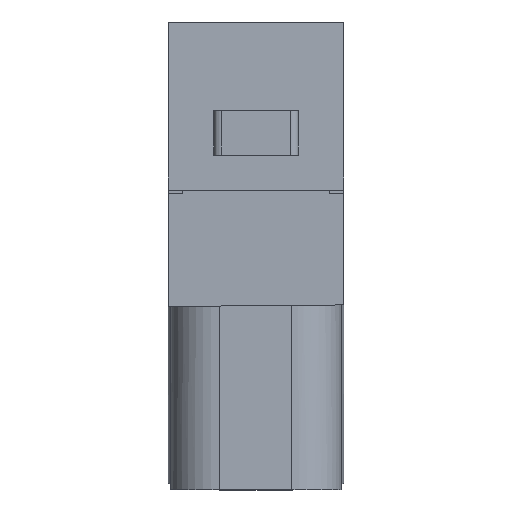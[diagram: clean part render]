
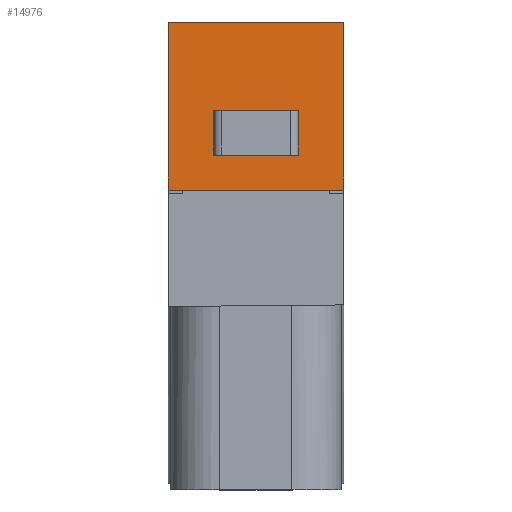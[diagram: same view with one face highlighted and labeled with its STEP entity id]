
A CAD part, front view. The second image highlights one B-rep face of the part: STEP entity #14976.
In plain terms, the highlighted planar face has unit normal (0, -1, 0.009).
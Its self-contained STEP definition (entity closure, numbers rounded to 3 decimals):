
#14915=AXIS2_PLACEMENT_3D('Plane Axis2P3D',#14912,#14913,#14914) ;
#14331=CARTESIAN_POINT('Vertex',(14.6,1.925,36.15)) ;
#14334=CARTESIAN_POINT('Line Origine',(14.6,1.876,30.525)) ;
#14338=CARTESIAN_POINT('Vertex',(14.6,1.827,24.9)) ;
#14551=CARTESIAN_POINT('Vertex',(0.,1.827,24.9)) ;
#14554=CARTESIAN_POINT('Line Origine',(0.,1.876,30.525)) ;
#14558=CARTESIAN_POINT('Vertex',(0.,1.925,36.15)) ;
#14893=CARTESIAN_POINT('Line Origine',(14.588,1.937,37.5)) ;
#14897=CARTESIAN_POINT('Vertex',(14.576,1.949,38.85)) ;
#14912=CARTESIAN_POINT('Axis2P3D Location',(4.225,1.925,36.15)) ;
#14917=CARTESIAN_POINT('Line Origine',(7.3,1.949,38.85)) ;
#14921=CARTESIAN_POINT('Vertex',(0.024,1.949,38.85)) ;
#14924=CARTESIAN_POINT('Line Origine',(0.012,1.937,37.5)) ;
#14929=CARTESIAN_POINT('Line Origine',(7.3,1.827,24.9)) ;
#14942=CARTESIAN_POINT('Line Origine',(7.3,1.885,31.5)) ;
#14946=CARTESIAN_POINT('Vertex',(3.8,1.885,31.5)) ;
#14948=CARTESIAN_POINT('Vertex',(10.8,1.885,31.5)) ;
#14951=CARTESIAN_POINT('Line Origine',(10.8,1.869,29.65)) ;
#14955=CARTESIAN_POINT('Vertex',(10.8,1.852,27.8)) ;
#14958=CARTESIAN_POINT('Line Origine',(7.3,1.852,27.8)) ;
#14962=CARTESIAN_POINT('Vertex',(3.8,1.852,27.8)) ;
#14965=CARTESIAN_POINT('Line Origine',(3.8,1.869,29.65)) ;
#14335=DIRECTION('Vector Direction',(0.,0.009,1.)) ;
#14555=DIRECTION('Vector Direction',(0.,-0.009,-1.)) ;
#14894=DIRECTION('Vector Direction',(-0.009,0.009,1.)) ;
#14913=DIRECTION('Axis2P3D Direction',(0.,-1.,0.009)) ;
#14914=DIRECTION('Axis2P3D XDirection',(1.,0.,0.)) ;
#14918=DIRECTION('Vector Direction',(1.,0.,0.)) ;
#14925=DIRECTION('Vector Direction',(-0.009,-0.009,-1.)) ;
#14930=DIRECTION('Vector Direction',(1.,0.,0.)) ;
#14943=DIRECTION('Vector Direction',(1.,0.,0.)) ;
#14952=DIRECTION('Vector Direction',(0.,-0.009,-1.)) ;
#14959=DIRECTION('Vector Direction',(1.,0.,0.)) ;
#14966=DIRECTION('Vector Direction',(0.,0.009,1.)) ;
#14336=VECTOR('Line Direction',#14335,1.) ;
#14556=VECTOR('Line Direction',#14555,1.) ;
#14895=VECTOR('Line Direction',#14894,1.) ;
#14919=VECTOR('Line Direction',#14918,1.) ;
#14926=VECTOR('Line Direction',#14925,1.) ;
#14931=VECTOR('Line Direction',#14930,1.) ;
#14944=VECTOR('Line Direction',#14943,1.) ;
#14953=VECTOR('Line Direction',#14952,1.) ;
#14960=VECTOR('Line Direction',#14959,1.) ;
#14967=VECTOR('Line Direction',#14966,1.) ;
#14935=ORIENTED_EDGE('',*,*,#14923,.F.) ;
#14936=ORIENTED_EDGE('',*,*,#14928,.T.) ;
#14937=ORIENTED_EDGE('',*,*,#14560,.T.) ;
#14938=ORIENTED_EDGE('',*,*,#14933,.T.) ;
#14939=ORIENTED_EDGE('',*,*,#14340,.T.) ;
#14940=ORIENTED_EDGE('',*,*,#14899,.T.) ;
#14971=ORIENTED_EDGE('',*,*,#14950,.T.) ;
#14972=ORIENTED_EDGE('',*,*,#14957,.T.) ;
#14973=ORIENTED_EDGE('',*,*,#14964,.F.) ;
#14974=ORIENTED_EDGE('',*,*,#14969,.T.) ;
#14975=FACE_BOUND('',#14970,.T.) ;
#14976=ADVANCED_FACE('Hauptkoerper',(#14941,#14975),#14916,.T.) ;
#14340=EDGE_CURVE('',#14339,#14332,#14337,.T.) ;
#14560=EDGE_CURVE('',#14559,#14552,#14557,.T.) ;
#14899=EDGE_CURVE('',#14332,#14898,#14896,.T.) ;
#14923=EDGE_CURVE('',#14922,#14898,#14920,.T.) ;
#14928=EDGE_CURVE('',#14922,#14559,#14927,.T.) ;
#14933=EDGE_CURVE('',#14552,#14339,#14932,.T.) ;
#14950=EDGE_CURVE('',#14947,#14949,#14945,.T.) ;
#14957=EDGE_CURVE('',#14949,#14956,#14954,.T.) ;
#14964=EDGE_CURVE('',#14963,#14956,#14961,.T.) ;
#14969=EDGE_CURVE('',#14963,#14947,#14968,.T.) ;
#14934=EDGE_LOOP('',(#14935,#14936,#14937,#14938,#14939,#14940)) ;
#14970=EDGE_LOOP('',(#14971,#14972,#14973,#14974)) ;
#14941=FACE_OUTER_BOUND('',#14934,.T.) ;
#14337=LINE('Line',#14334,#14336) ;
#14557=LINE('Line',#14554,#14556) ;
#14896=LINE('Line',#14893,#14895) ;
#14920=LINE('Line',#14917,#14919) ;
#14927=LINE('Line',#14924,#14926) ;
#14932=LINE('Line',#14929,#14931) ;
#14945=LINE('Line',#14942,#14944) ;
#14954=LINE('Line',#14951,#14953) ;
#14961=LINE('Line',#14958,#14960) ;
#14968=LINE('Line',#14965,#14967) ;
#14916=PLANE('',#14915) ;
#14332=VERTEX_POINT('',#14331) ;
#14339=VERTEX_POINT('',#14338) ;
#14552=VERTEX_POINT('',#14551) ;
#14559=VERTEX_POINT('',#14558) ;
#14898=VERTEX_POINT('',#14897) ;
#14922=VERTEX_POINT('',#14921) ;
#14947=VERTEX_POINT('',#14946) ;
#14949=VERTEX_POINT('',#14948) ;
#14956=VERTEX_POINT('',#14955) ;
#14963=VERTEX_POINT('',#14962) ;
